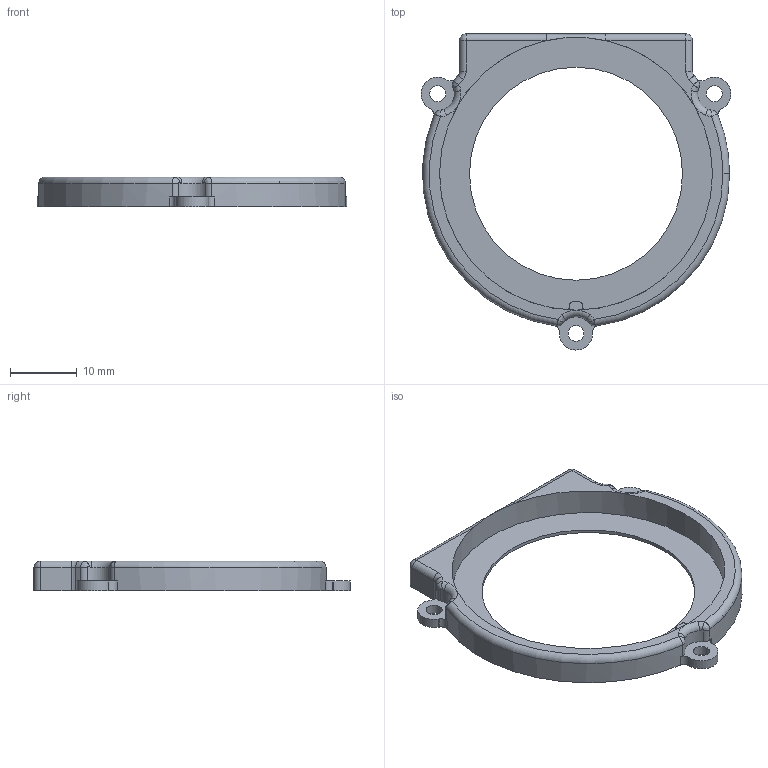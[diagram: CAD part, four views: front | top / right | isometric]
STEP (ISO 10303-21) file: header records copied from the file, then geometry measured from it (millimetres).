
FILE_DESCRIPTION(('FreeCAD Model'),'2;1');
FILE_NAME('Open CASCADE Shape Model','2022-09-18T11:22:36',(''),(''), 'Open CASCADE STEP processor 7.5','FreeCAD','Unknown');
FILE_SCHEMA(('AUTOMOTIVE_DESIGN { 1 0 10303 214 1 1 1 1 }'));
Length unit declared in the file: millimetre
Products named in the file (1): Fillet005
Bounding box: 46.57 x 47.5 x 4.5 mm (x, y, z)
Volume: 1876.9 mm3; surface area: 3071.9 mm2
Topology: 1 solids, 1 shells, 86 faces, 240 edges, 154 vertices
Faces by surface type: cylinder 33, plane 22, bspline 21, torus 8, sphere 2
Full cylindrical faces by diameter (mm): 2.4 x3, 32 x1, 41 x1
Entity records: 8373 total; most frequent: CARTESIAN_POINT 4042, DIRECTION 727, ORIENTED_EDGE 476, PCURVE 476, DEFINITIONAL_REPRESENTATION 476, LINE 348, VECTOR 348, EDGE_CURVE 238
